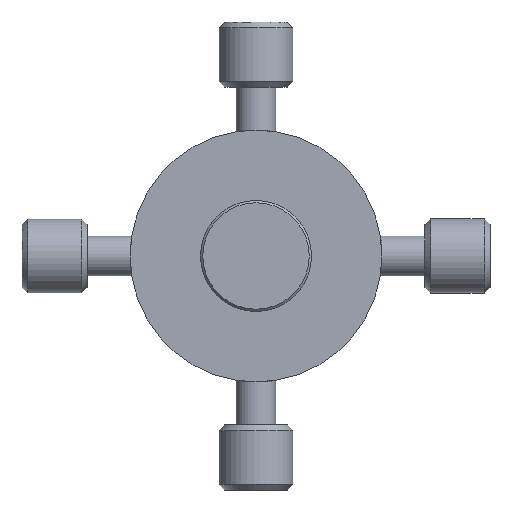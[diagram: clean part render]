
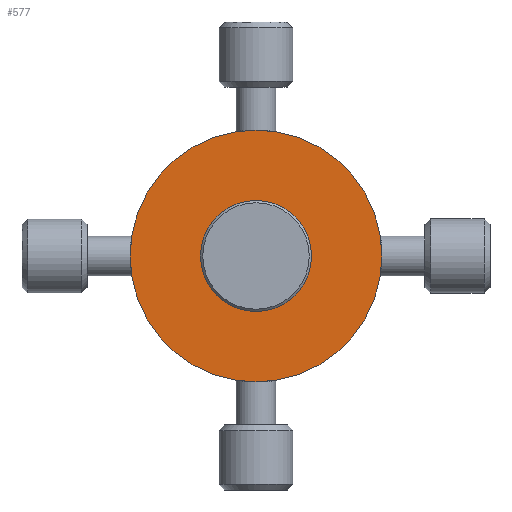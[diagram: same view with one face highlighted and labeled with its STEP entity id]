
A CAD part, left-side view. The second image highlights one B-rep face of the part: STEP entity #577.
In plain terms, the highlighted planar face has unit normal (-1, 0, 0).
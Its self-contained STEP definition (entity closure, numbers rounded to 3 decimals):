
#174=CARTESIAN_POINT('',(0.,-4.763,0.0));
#175=VERTEX_POINT('',#174);
#176=CARTESIAN_POINT('',(0.,0.,0.0));
#177=DIRECTION('',(1.0,0.0,0.0));
#178=DIRECTION('',(0.0,-1.0,0.0));
#179=AXIS2_PLACEMENT_3D('',#176,#177,#178);
#180=CIRCLE('',#179,4.763);
#181=EDGE_CURVE('',#175,#175,#180,.T.);
#355=CARTESIAN_POINT('',(0.0,10.795,0.0));
#356=VERTEX_POINT('',#355);
#357=CARTESIAN_POINT('',(0.,0.,0.0));
#358=DIRECTION('',(1.0,0.0,0.0));
#359=DIRECTION('',(0.0,1.0,0.0));
#360=AXIS2_PLACEMENT_3D('',#357,#358,#359);
#361=CIRCLE('',#360,10.795);
#362=EDGE_CURVE('',#356,#356,#361,.T.);
#566=CARTESIAN_POINT('',(0.0,5.398,0.0));
#567=DIRECTION('',(-1.0,0.0,0.0));
#568=DIRECTION('',(0.0,0.0,1.0));
#569=AXIS2_PLACEMENT_3D('',#566,#567,#568);
#570=PLANE('',#569);
#571=ORIENTED_EDGE('',*,*,#362,.F.);
#572=EDGE_LOOP('',(#571));
#573=FACE_OUTER_BOUND('',#572,.T.);
#574=ORIENTED_EDGE('',*,*,#181,.T.);
#575=EDGE_LOOP('',(#574));
#576=FACE_BOUND('',#575,.T.);
#577=ADVANCED_FACE('',(#573,#576),#570,.T.);
